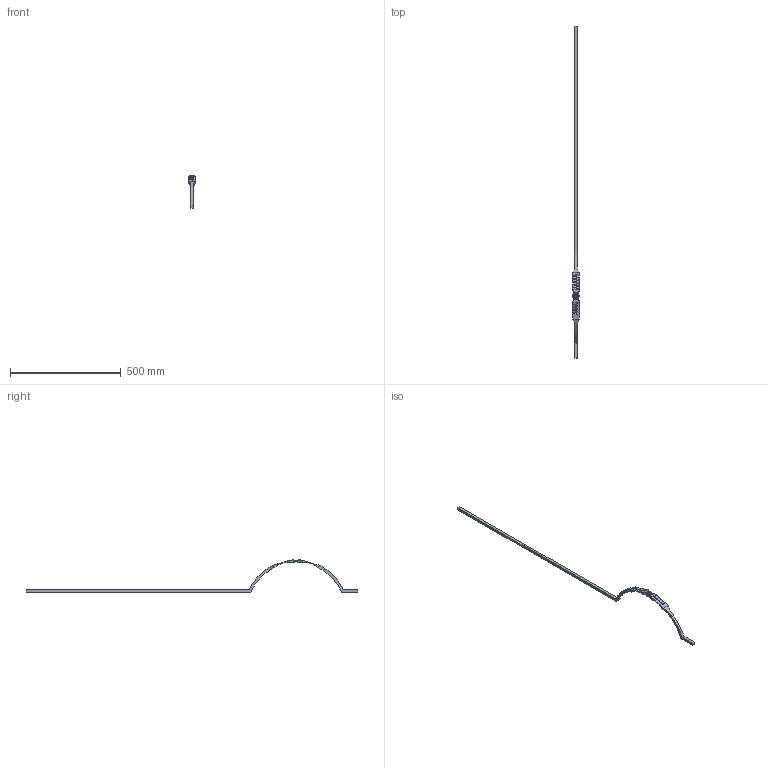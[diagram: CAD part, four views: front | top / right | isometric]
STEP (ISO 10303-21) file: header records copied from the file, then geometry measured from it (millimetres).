
FILE_DESCRIPTION (( 'STEP AP203' ), '1' );
FILE_NAME ('1742.step', '2015-09-17T14:50:48', ( '' ), ( '' ), 'SwSTEP 2.0', 'SolidWorks 2015', '' );
FILE_SCHEMA (( 'CONFIG_CONTROL_DESIGN' ));
Length unit declared in the file: millimetre
Products named in the file (1): 1742
Bounding box: 31.23 x 1500 x 146.05 mm (x, y, z)
Volume: 243090.1 mm3; surface area: 83988.2 mm2
Topology: 1 solids, 1 shells, 340 faces, 954 edges, 629 vertices
Faces by surface type: plane 128, bspline 103, cylinder 102, torus 7
Entity records: 15074 total; most frequent: CARTESIAN_POINT 7362, ORIENTED_EDGE 1908, DIRECTION 1133, EDGE_CURVE 954, VERTEX_POINT 629, LINE 439, VECTOR 439, EDGE_LOOP 353
